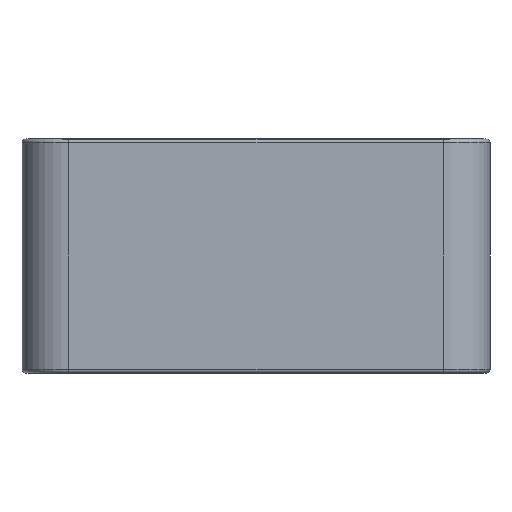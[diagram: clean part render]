
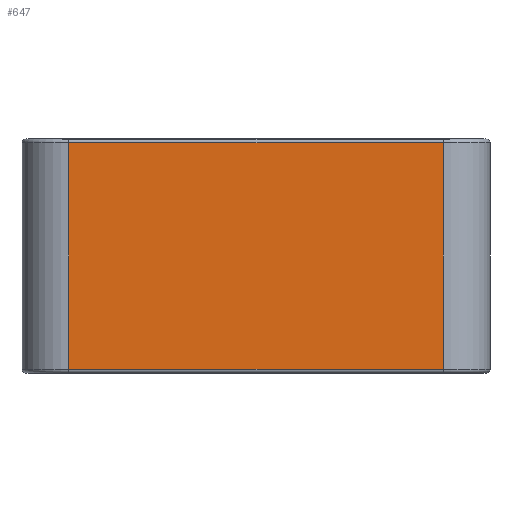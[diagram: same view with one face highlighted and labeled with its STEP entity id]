
A CAD part, left-side view. The second image highlights one B-rep face of the part: STEP entity #647.
In plain terms, the highlighted planar face has unit normal (-1, 0, 0).
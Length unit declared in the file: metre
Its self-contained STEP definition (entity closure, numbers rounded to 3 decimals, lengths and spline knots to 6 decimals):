
#647 = ADVANCED_FACE( '', ( #1303 ), #1304, .T. );
#1303 = FACE_OUTER_BOUND( '', #5013, .T. );
#1304 = PLANE( '', #5014 );
#5013 = EDGE_LOOP( '', ( #9260, #9261, #9262, #9263 ) );
#5014 = AXIS2_PLACEMENT_3D( '', #9264, #9265, #9266 );
#9260 = ORIENTED_EDGE( '', *, *, #10270, .T. );
#9261 = ORIENTED_EDGE( '', *, *, #10702, .T. );
#9262 = ORIENTED_EDGE( '', *, *, #10656, .F. );
#9263 = ORIENTED_EDGE( '', *, *, #10222, .T. );
#9264 = CARTESIAN_POINT( '', ( -0.02, 0.02, 0. ) );
#9265 = DIRECTION( '', ( -1., 0., 0. ) );
#9266 = DIRECTION( '', ( 0., 0., 1. ) );
#10222 = EDGE_CURVE( '', #11035, #11032, #11036, .T. );
#10270 = EDGE_CURVE( '', #11032, #11117, #11118, .T. );
#10656 = EDGE_CURVE( '', #11035, #11731, #11732, .T. );
#10702 = EDGE_CURVE( '', #11117, #11731, #11796, .T. );
#11032 = VERTEX_POINT( '', #12375 );
#11035 = VERTEX_POINT( '', #12378 );
#11036 = LINE( '', #12379, #12380 );
#11117 = VERTEX_POINT( '', #12602 );
#11118 = LINE( '', #12603, #12604 );
#11731 = VERTEX_POINT( '', #14632 );
#11732 = LINE( '', #14633, #14634 );
#11796 = LINE( '', #14983, #14984 );
#12375 = CARTESIAN_POINT( '', ( -0.02, 0.016, 0.0003 ) );
#12378 = CARTESIAN_POINT( '', ( -0.02, 0.016, 0.0197 ) );
#12379 = CARTESIAN_POINT( '', ( -0.02, 0.016, 0.0003 ) );
#12380 = VECTOR( '', #16122, 1. );
#12602 = CARTESIAN_POINT( '', ( -0.02, -0.016, 0.0003 ) );
#12603 = CARTESIAN_POINT( '', ( -0.02, 0.016, 0.0003 ) );
#12604 = VECTOR( '', #16175, 1. );
#14632 = CARTESIAN_POINT( '', ( -0.02, -0.016, 0.0197 ) );
#14633 = CARTESIAN_POINT( '', ( -0.02, 0.016, 0.0197 ) );
#14634 = VECTOR( '', #16635, 1. );
#14983 = CARTESIAN_POINT( '', ( -0.02, -0.016, 0.0003 ) );
#14984 = VECTOR( '', #16670, 1. );
#16122 = DIRECTION( '', ( 0., 0., -1. ) );
#16175 = DIRECTION( '', ( 0., -1., 0. ) );
#16635 = DIRECTION( '', ( 0., -1., 0. ) );
#16670 = DIRECTION( '', ( 0., 0., 1. ) );
